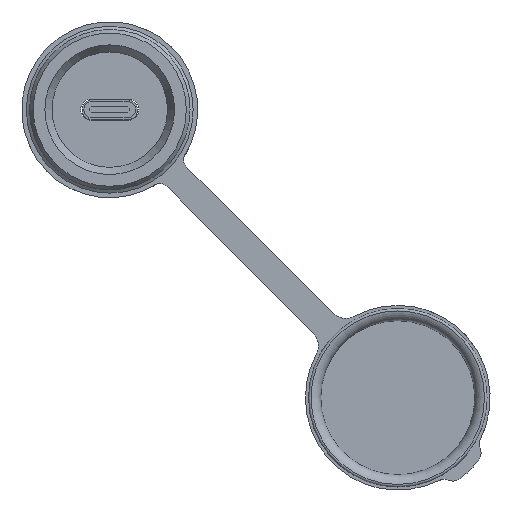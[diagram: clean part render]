
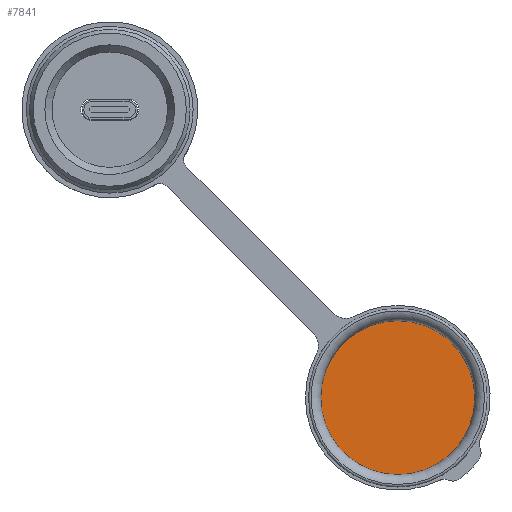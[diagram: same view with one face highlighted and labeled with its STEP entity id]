
A CAD part, top view. The second image highlights one B-rep face of the part: STEP entity #7841.
In plain terms, the highlighted face is planar.
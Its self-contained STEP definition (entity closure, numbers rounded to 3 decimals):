
#904=PLANE('',#8646);
#1326=FACE_OUTER_BOUND('',#1788,.T.);
#1788=EDGE_LOOP('',(#7263));
#3159=CIRCLE('',#8645,12.5);
#3892=VERTEX_POINT('',#21388);
#5021=EDGE_CURVE('',#3892,#3892,#3159,.T.);
#7263=ORIENTED_EDGE('',*,*,#5021,.T.);
#7841=ADVANCED_FACE('',(#1326),#904,.T.);
#8645=AXIS2_PLACEMENT_3D('',#21390,#10372,#10373);
#8646=AXIS2_PLACEMENT_3D('',#21391,#10374,#10375);
#10372=DIRECTION('center_axis',(0.,0.,-1.));
#10373=DIRECTION('ref_axis',(1.,0.,0.));
#10374=DIRECTION('center_axis',(0.,0.,-1.));
#10375=DIRECTION('ref_axis',(-1.,0.,0.));
#21388=CARTESIAN_POINT('',(12.5,0.,0.4));
#21390=CARTESIAN_POINT('Origin',(0.,0.,0.4));
#21391=CARTESIAN_POINT('Origin',(0.,0.,0.4));
